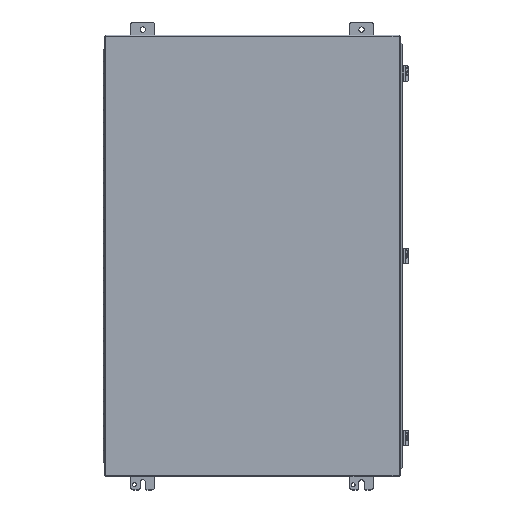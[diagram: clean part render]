
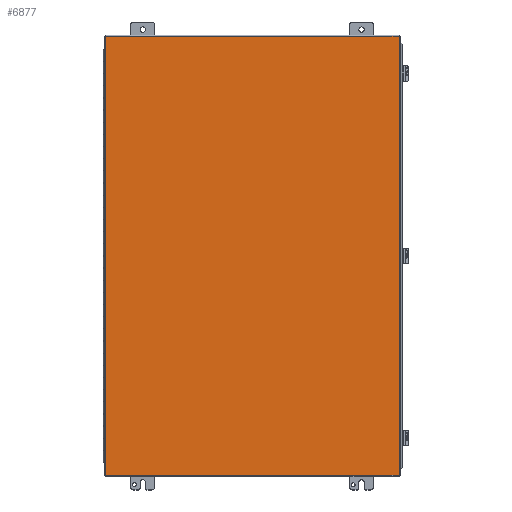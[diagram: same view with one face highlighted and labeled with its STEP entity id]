
A CAD part, top view. The second image highlights one B-rep face of the part: STEP entity #6877.
In plain terms, the highlighted planar face has unit normal (0, 0, 1).
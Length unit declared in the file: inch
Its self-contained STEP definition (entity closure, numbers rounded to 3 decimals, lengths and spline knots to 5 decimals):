
#5887=CARTESIAN_POINT('',(24.2204,0.0896,0.074));
#5888=VERTEX_POINT('',#5887);
#5899=CARTESIAN_POINT('',(0.0896,0.0896,0.074));
#5900=VERTEX_POINT('',#5899);
#5901=CARTESIAN_POINT('',(0.0896,0.0896,0.074));
#5902=DIRECTION('',(1.0,0.0,0.0));
#5903=VECTOR('',#5902,24.1308);
#5904=LINE('',#5901,#5903);
#5905=EDGE_CURVE('',#5900,#5888,#5904,.T.);
#6177=CARTESIAN_POINT('',(0.0896,36.2204,0.074));
#6178=VERTEX_POINT('',#6177);
#6179=CARTESIAN_POINT('',(0.0896,36.2204,0.074));
#6180=DIRECTION('',(0.0,-1.0,0.0));
#6181=VECTOR('',#6180,36.1308);
#6182=LINE('',#6179,#6181);
#6183=EDGE_CURVE('',#6178,#5900,#6182,.T.);
#6429=CARTESIAN_POINT('',(24.2204,36.2204,0.074));
#6430=VERTEX_POINT('',#6429);
#6441=CARTESIAN_POINT('',(24.2204,0.0896,0.074));
#6442=DIRECTION('',(0.0,1.0,0.0));
#6443=VECTOR('',#6442,36.1308);
#6444=LINE('',#6441,#6443);
#6445=EDGE_CURVE('',#5888,#6430,#6444,.T.);
#6617=CARTESIAN_POINT('',(24.2204,36.2204,0.074));
#6618=DIRECTION('',(-1.0,0.0,0.0));
#6619=VECTOR('',#6618,24.1308);
#6620=LINE('',#6617,#6619);
#6621=EDGE_CURVE('',#6430,#6178,#6620,.T.);
#6866=CARTESIAN_POINT('',(12.155,18.155,0.074));
#6867=DIRECTION('',(0.0,0.0,1.0));
#6868=DIRECTION('',(1.0,0.0,0.0));
#6869=AXIS2_PLACEMENT_3D('',#6866,#6867,#6868);
#6870=PLANE('',#6869);
#6871=ORIENTED_EDGE('',*,*,#5905,.T.);
#6872=ORIENTED_EDGE('',*,*,#6445,.T.);
#6873=ORIENTED_EDGE('',*,*,#6621,.T.);
#6874=ORIENTED_EDGE('',*,*,#6183,.T.);
#6875=EDGE_LOOP('',(#6871,#6872,#6873,#6874));
#6876=FACE_OUTER_BOUND('',#6875,.T.);
#6877=ADVANCED_FACE('',(#6876),#6870,.T.);
